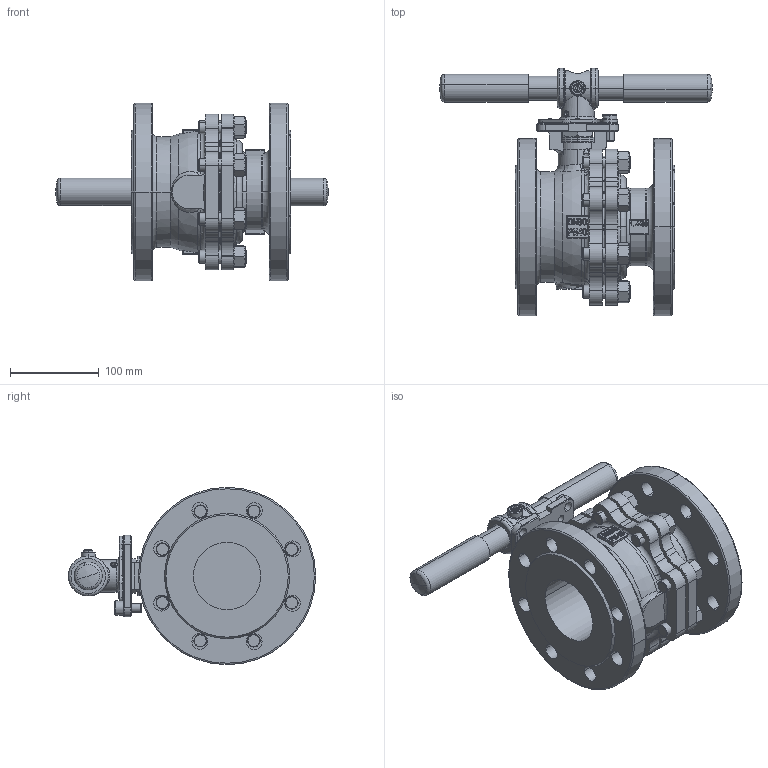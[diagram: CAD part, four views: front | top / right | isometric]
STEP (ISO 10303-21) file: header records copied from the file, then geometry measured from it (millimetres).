
FILE_DESCRIPTION (( 'STEP AP203' ), '1' );
FILE_NAME ('KI-KV-L6N-DN80-忒梟.STEP', '2024-01-04T08:59:46', ( '' ), ( '' ), 'SwSTEP 2.0', 'SolidWorks 2013', '' );
FILE_SCHEMA (( 'CONFIG_CONTROL_DESIGN' ));
Length unit declared in the file: millimetre
Products named in the file (10): 詩奪忒梟蝶杶-100041222300301; 9,16-12UNC-100503130011_9,16-12UNC; M10X16-101108210001; 英制全螺纹螺柱-A193-B8 CL1（编码器 007-055-3）_9,16-12UNCX54; 詩奪忒梟-100041215I85201; KV-L6N DN80-ECON; 长颈新型手柄连接块-100141218045203_铸件; KI-KV-L6N-DN80-忒梟; M8X10-101107710009; M10X20-101107010035
Assembly tree (24 placements, depth 2):
  KI-KV-L6N-DN80-忒梟
    KV-L6N DN80-ECON
    英制全螺纹螺柱-A193-B8 CL1（编码器 007-055-3）_9,16-12UNCX54  x8
    9,16-12UNC-100503130011_9,16-12UNC  x8
    长颈新型手柄连接块-100141218045203_铸件
    詩奪忒梟-100041215I85201
    詩奪忒梟蝶杶-100041222300301  x2
    M8X10-101107710009
    M10X16-101108210001
    M10X20-101107010035
Bounding box: 307.49 x 279.15 x 200 mm (x, y, z)
Volume: 2879875.3 mm3; surface area: 504397.8 mm2
Topology: 30 solids, 30 shells, 1477 faces, 3668 edges, 2289 vertices
Faces by surface type: plane 566, cylinder 385, cone 255, bspline 138, torus 111, sphere 22
Entity records: 53526 total; most frequent: CARTESIAN_POINT 22886, ORIENTED_EDGE 6194, DIRECTION 5908, EDGE_CURVE 3097, AXIS2_PLACEMENT_3D 2181, VERTEX_POINT 1975, VECTOR 1546, LINE 1546
